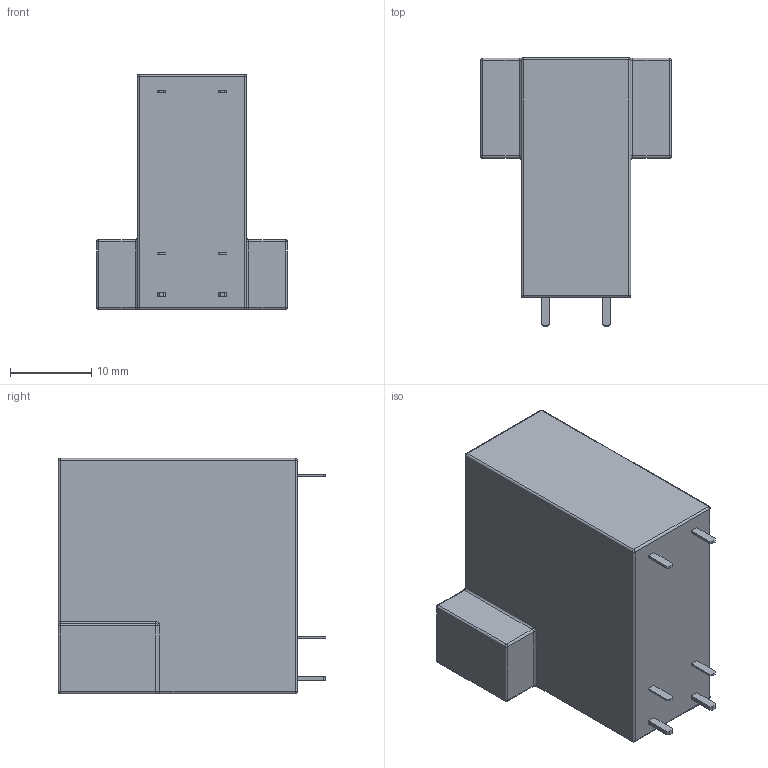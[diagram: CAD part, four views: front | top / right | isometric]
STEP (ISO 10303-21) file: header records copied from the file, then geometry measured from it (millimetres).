
FILE_DESCRIPTION (( 'STEP AP214' ), '1' );
FILE_NAME ('G2RG-2A-X DC12.STEP', '2023-07-18T21:33:08', ( '' ), ( '' ), 'SwSTEP 2.0', 'SolidWorks 2021', '' );
FILE_SCHEMA (( 'AUTOMOTIVE_DESIGN' ));
Length unit declared in the file: millimetre
Products named in the file (1): G2RG-2A-X DC12
Bounding box: 23.5 x 33 x 29 mm (x, y, z)
Volume: 12500.9 mm3; surface area: 4563.7 mm2
Topology: 1 solids, 1 shells, 130 faces, 312 edges, 178 vertices
Faces by surface type: plane 64, cylinder 42, sphere 14, torus 10
Entity records: 5064 total; most frequent: DIRECTION 654, CARTESIAN_POINT 607, ORIENTED_EDGE 596, EDGE_CURVE 298, AXIS2_PLACEMENT_3D 225, VECTOR 204, LINE 204, VERTEX_POINT 178
